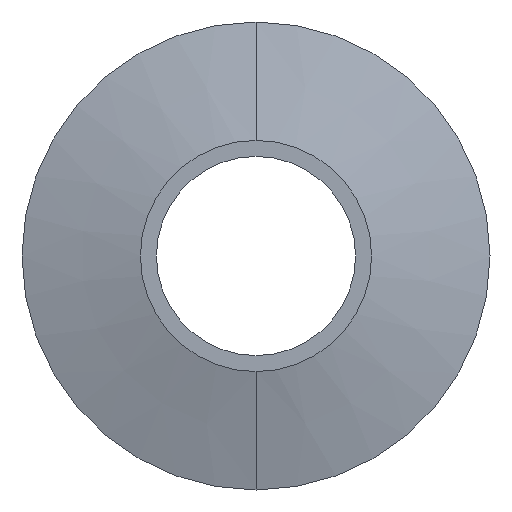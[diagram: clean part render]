
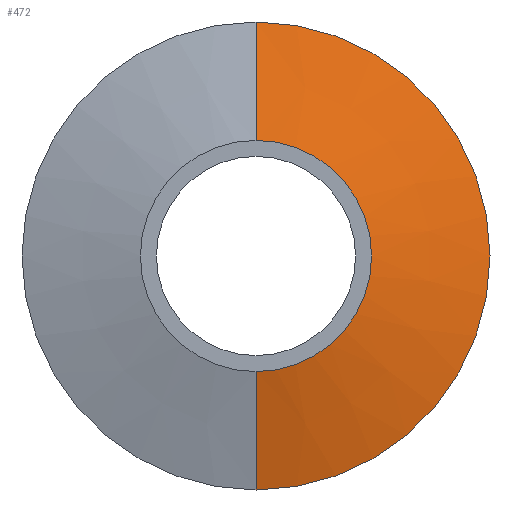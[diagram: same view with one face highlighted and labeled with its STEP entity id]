
A CAD part, front view. The second image highlights one B-rep face of the part: STEP entity #472.
In plain terms, the highlighted conical face has half-angle 75 degrees and reference radius 7.402 mm.
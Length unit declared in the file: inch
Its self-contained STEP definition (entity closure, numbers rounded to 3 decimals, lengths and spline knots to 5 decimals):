
#3 = LINE ( 'NONE', #371, #505 ) ;
#9 = AXIS2_PLACEMENT_3D ( 'NONE', #455, #415, #32 ) ;
#11 = CIRCLE ( 'NONE', #332, 0.59 ) ;
#32 = DIRECTION ( 'NONE',  ( 0., 0., 1. ) ) ;
#33 = CARTESIAN_POINT ( 'NONE',  ( 0., -0.12, 0.59 ) ) ;
#48 = EDGE_CURVE ( 'NONE', #498, #62, #85, .T. ) ;
#54 = EDGE_CURVE ( 'NONE', #336, #335, #3, .T. ) ;
#62 = VERTEX_POINT ( 'NONE', #33 ) ;
#69 = CARTESIAN_POINT ( 'NONE',  ( 0., -0.2, 0.29144 ) ) ;
#85 = LINE ( 'NONE', #385, #261 ) ;
#95 = EDGE_LOOP ( 'NONE', ( #133, #289, #257, #414 ) ) ;
#112 = DIRECTION ( 'NONE',  ( 0., 0.259, 0.966 ) ) ;
#133 = ORIENTED_EDGE ( 'NONE', *, *, #508, .T. ) ;
#141 = CARTESIAN_POINT ( 'NONE',  ( 0., -0.2, 0. ) ) ;
#247 = DIRECTION ( 'NONE',  ( 0., 0., 1. ) ) ;
#257 = ORIENTED_EDGE ( 'NONE', *, *, #402, .F. ) ;
#261 = VECTOR ( 'NONE', #112, 39.37008 ) ;
#268 = DIRECTION ( 'NONE',  ( 0., 0.259, -0.966 ) ) ;
#282 = CARTESIAN_POINT ( 'NONE',  ( 0., -0.2, -0.29144 ) ) ;
#286 = CIRCLE ( 'NONE', #331, 0.29144 ) ;
#289 = ORIENTED_EDGE ( 'NONE', *, *, #54, .T. ) ;
#331 = AXIS2_PLACEMENT_3D ( 'NONE', #141, #447, #457 ) ;
#332 = AXIS2_PLACEMENT_3D ( 'NONE', #405, #401, #247 ) ;
#335 = VERTEX_POINT ( 'NONE', #482 ) ;
#336 = VERTEX_POINT ( 'NONE', #282 ) ;
#371 = CARTESIAN_POINT ( 'NONE',  ( 0., -0.2, -0.29144 ) ) ;
#385 = CARTESIAN_POINT ( 'NONE',  ( 0., -0.2, 0.29144 ) ) ;
#401 = DIRECTION ( 'NONE',  ( 0., 1., 0. ) ) ;
#402 = EDGE_CURVE ( 'NONE', #62, #335, #11, .T. ) ;
#405 = CARTESIAN_POINT ( 'NONE',  ( 0., -0.12, 0. ) ) ;
#414 = ORIENTED_EDGE ( 'NONE', *, *, #48, .F. ) ;
#415 = DIRECTION ( 'NONE',  ( 0., 1., 0. ) ) ;
#431 = CONICAL_SURFACE ( 'NONE', #9, 0.29144, 1.309 ) ;
#447 = DIRECTION ( 'NONE',  ( 0., 1., 0. ) ) ;
#455 = CARTESIAN_POINT ( 'NONE',  ( 0., -0.2, 0. ) ) ;
#457 = DIRECTION ( 'NONE',  ( 0., 0., 1. ) ) ;
#472 = ADVANCED_FACE ( 'NONE', ( #497 ), #431, .T. ) ;
#482 = CARTESIAN_POINT ( 'NONE',  ( 0., -0.12, -0.59 ) ) ;
#497 = FACE_OUTER_BOUND ( 'NONE', #95, .T. ) ;
#498 = VERTEX_POINT ( 'NONE', #69 ) ;
#505 = VECTOR ( 'NONE', #268, 39.37008 ) ;
#508 = EDGE_CURVE ( 'NONE', #498, #336, #286, .T. ) ;
